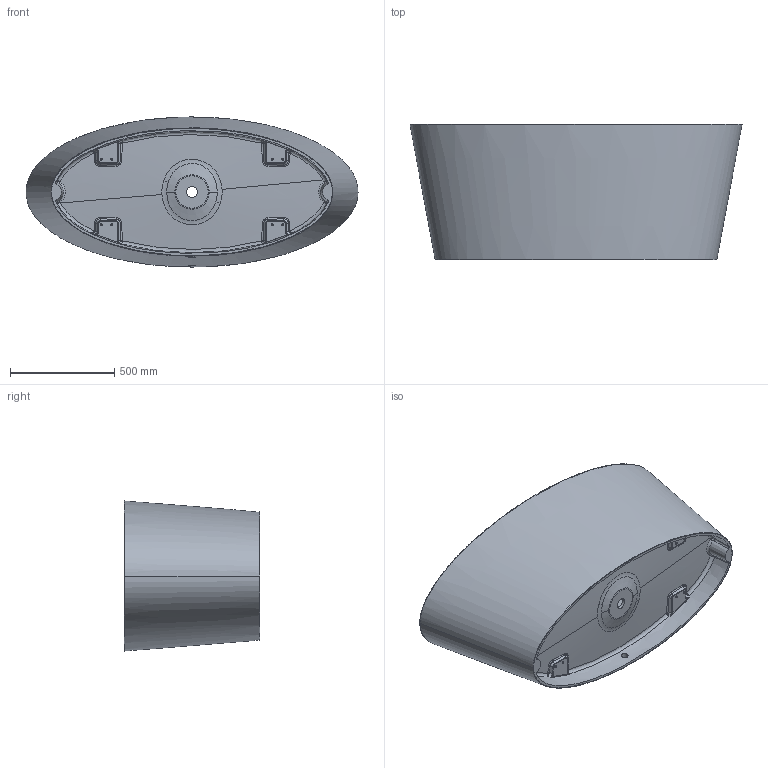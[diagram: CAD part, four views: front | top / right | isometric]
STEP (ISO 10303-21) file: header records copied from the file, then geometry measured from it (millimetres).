
FILE_DESCRIPTION (( 'STEP AP203' ), '1' );
FILE_NAME ('6229850810.STEP', '2020-12-15T13:16:39', ( '' ), ( '' ), 'SwSTEP 2.0', 'SolidWorks 2019', '' );
FILE_SCHEMA (( 'CONFIG_CONTROL_DESIGN' ));
Length unit declared in the file: millimetre
Products named in the file (1): 6229850810
Bounding box: 1592.11 x 650 x 719.46 mm (x, y, z)
Volume: 42116537.5 mm3; surface area: 5738599.1 mm2
Topology: 1 solids, 1 shells, 187 faces, 478 edges, 286 vertices
Faces by surface type: bspline 102, cylinder 34, plane 27, cone 14, torus 10
Entity records: 36133 total; most frequent: CARTESIAN_POINT 32410, ORIENTED_EDGE 924, DIRECTION 526, EDGE_CURVE 462, VERTEX_POINT 286, B_SPLINE_CURVE_WITH_KNOTS 252, AXIS2_PLACEMENT_3D 230, EDGE_LOOP 202
